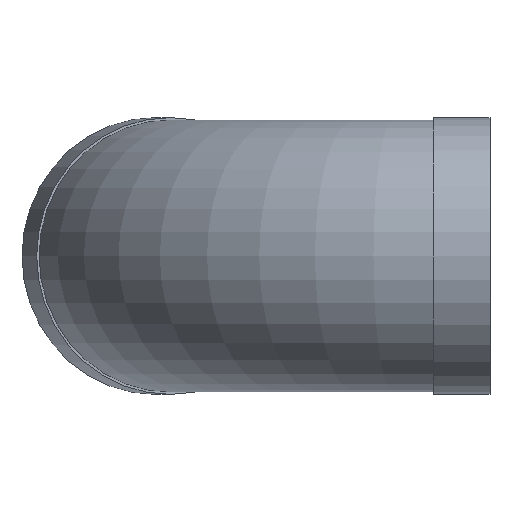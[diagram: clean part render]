
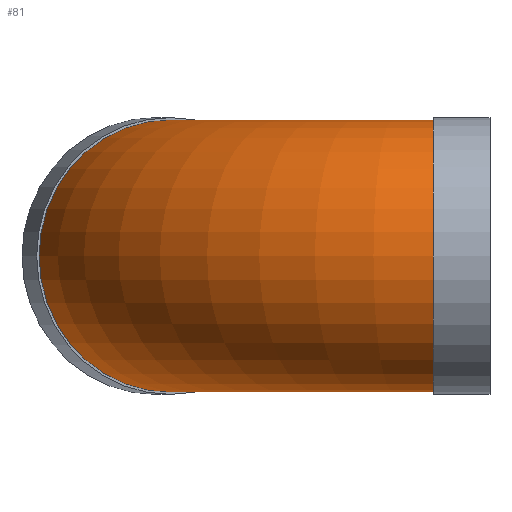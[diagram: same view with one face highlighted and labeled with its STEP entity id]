
A CAD part, left-side view. The second image highlights one B-rep face of the part: STEP entity #81.
In plain terms, the highlighted toroidal (fillet/blend) face has major radius 200 mm and minor radius 100 mm.
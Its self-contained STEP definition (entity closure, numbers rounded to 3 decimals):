
#81 = ADVANCED_FACE( '', ( #158, #159 ), #160, .T. );
#158 = FACE_OUTER_BOUND( '', #220, .T. );
#159 = FACE_OUTER_BOUND( '', #221, .T. );
#160 = TOROIDAL_SURFACE( '', #222, 200., 100. );
#220 = EDGE_LOOP( '', ( #292 ) );
#221 = EDGE_LOOP( '', ( #293 ) );
#222 = AXIS2_PLACEMENT_3D( '', #294, #295, #296 );
#292 = ORIENTED_EDGE( '', *, *, #302, .T. );
#293 = ORIENTED_EDGE( '', *, *, #320, .F. );
#294 = CARTESIAN_POINT( '', ( 200., 41.8, 0. ) );
#295 = DIRECTION( '', ( 0., 0., -1. ) );
#296 = DIRECTION( '', ( -1., 0., 0. ) );
#302 = EDGE_CURVE( '', #328, #328, #329, .T. );
#320 = EDGE_CURVE( '', #355, #355, #356, .T. );
#328 = VERTEX_POINT( '', #364 );
#329 = CIRCLE( '', #365, 100. );
#355 = VERTEX_POINT( '', #391 );
#356 = CIRCLE( '', #392, 100. );
#364 = CARTESIAN_POINT( '', ( 100., 41.8, 0. ) );
#365 = AXIS2_PLACEMENT_3D( '', #400, #401, #402 );
#391 = CARTESIAN_POINT( '', ( 174.118, 138.393, 0. ) );
#392 = AXIS2_PLACEMENT_3D( '', #427, #428, #429 );
#400 = CARTESIAN_POINT( '', ( 0., 41.8, 0. ) );
#401 = DIRECTION( '', ( 0., 1., 0. ) );
#402 = DIRECTION( '', ( 1., 0., 0. ) );
#427 = CARTESIAN_POINT( '', ( 148.236, 234.985, 0. ) );
#428 = DIRECTION( '', ( 0.966, 0.259, 0. ) );
#429 = DIRECTION( '', ( 0.259, -0.966, 0. ) );
